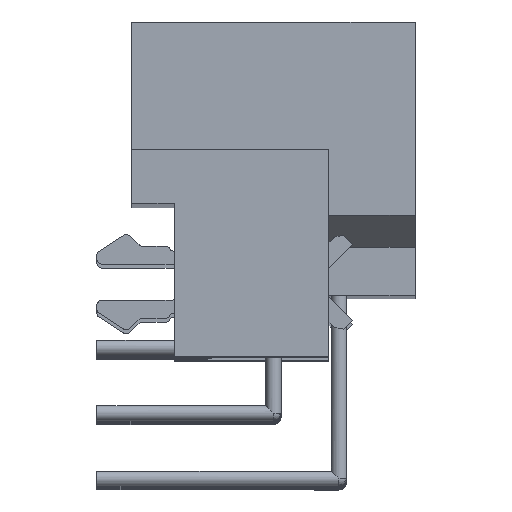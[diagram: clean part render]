
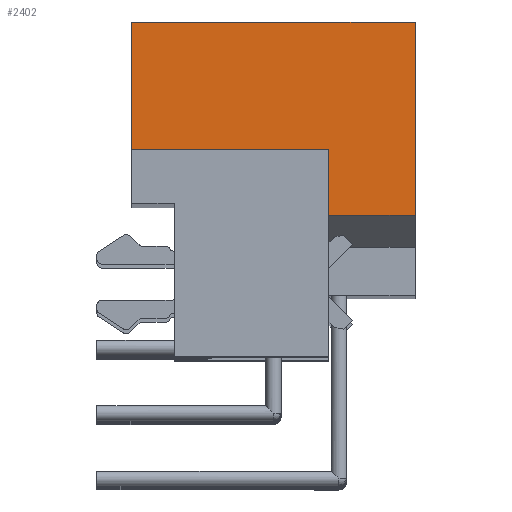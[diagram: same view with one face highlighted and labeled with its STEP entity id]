
A CAD part, top view. The second image highlights one B-rep face of the part: STEP entity #2402.
In plain terms, the highlighted planar face has unit normal (0, 0, 1).
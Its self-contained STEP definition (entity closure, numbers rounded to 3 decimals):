
#507=LINE('',#16687,#759);
#518=LINE('',#16708,#770);
#520=LINE('',#16712,#772);
#521=LINE('',#16714,#773);
#522=LINE('',#16716,#774);
#523=LINE('',#16718,#775);
#759=VECTOR('',#12965,1.);
#770=VECTOR('',#12986,1.);
#772=VECTOR('',#12990,1.);
#773=VECTOR('',#12993,1.);
#774=VECTOR('',#12994,1.);
#775=VECTOR('',#12995,1.);
#1345=PLANE('',#10354);
#1712=FACE_OUTER_BOUND('',#4588,.T.);
#2402=ADVANCED_FACE('',(#1712),#1345,.T.);
#4588=EDGE_LOOP('',(#6206,#6207,#6208,#6209,#6210,#6211));
#6206=ORIENTED_EDGE('',*,*,#8304,.T.);
#6207=ORIENTED_EDGE('',*,*,#8305,.T.);
#6208=ORIENTED_EDGE('',*,*,#8306,.T.);
#6209=ORIENTED_EDGE('',*,*,#8307,.F.);
#6210=ORIENTED_EDGE('',*,*,#8291,.F.);
#6211=ORIENTED_EDGE('',*,*,#8302,.F.);
#7380=VERTEX_POINT('',#16686);
#7381=VERTEX_POINT('',#16688);
#7385=VERTEX_POINT('',#16707);
#7386=VERTEX_POINT('',#16711);
#7387=VERTEX_POINT('',#16715);
#7388=VERTEX_POINT('',#16717);
#8291=EDGE_CURVE('',#7380,#7381,#507,.T.);
#8302=EDGE_CURVE('',#7385,#7380,#518,.T.);
#8304=EDGE_CURVE('',#7385,#7386,#520,.T.);
#8305=EDGE_CURVE('',#7386,#7387,#521,.T.);
#8306=EDGE_CURVE('',#7387,#7388,#522,.T.);
#8307=EDGE_CURVE('',#7381,#7388,#523,.T.);
#10354=AXIS2_PLACEMENT_3D('',#16719,#12996,#12997);
#12965=DIRECTION('',(1.,0.,0.));
#12986=DIRECTION('',(0.,1.,0.));
#12990=DIRECTION('',(1.,0.,0.));
#12993=DIRECTION('',(0.,-1.,0.));
#12994=DIRECTION('',(1.,0.,0.));
#12995=DIRECTION('',(0.,-1.,0.));
#12996=DIRECTION('',(0.,0.,1.));
#12997=DIRECTION('',(1.,0.,0.));
#16686=CARTESIAN_POINT('',(-1.65,10.6,87.5));
#16687=CARTESIAN_POINT('',(-1.65,10.6,87.5));
#16688=CARTESIAN_POINT('',(9.35,10.6,87.5));
#16707=CARTESIAN_POINT('',(-1.65,5.65,87.5));
#16708=CARTESIAN_POINT('',(-1.65,5.65,87.5));
#16711=CARTESIAN_POINT('',(6.,5.65,87.5));
#16712=CARTESIAN_POINT('',(-1.65,5.65,87.5));
#16714=CARTESIAN_POINT('',(6.,5.65,87.5));
#16715=CARTESIAN_POINT('',(6.,3.098,87.5));
#16716=CARTESIAN_POINT('',(6.,3.098,87.5));
#16717=CARTESIAN_POINT('',(9.35,3.098,87.5));
#16718=CARTESIAN_POINT('',(9.35,10.6,87.5));
#16719=CARTESIAN_POINT('',(-2.2,2.735,87.5));
